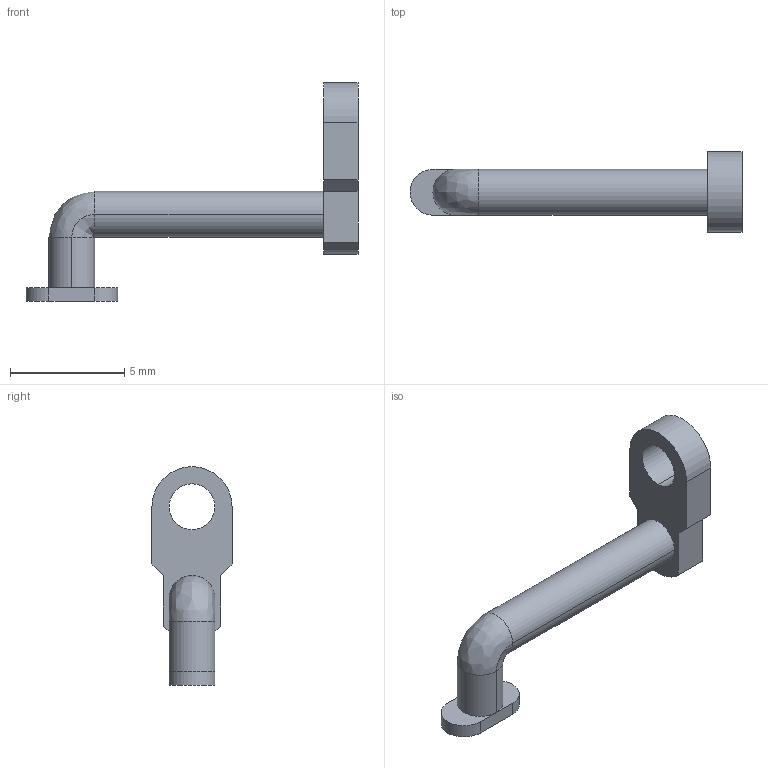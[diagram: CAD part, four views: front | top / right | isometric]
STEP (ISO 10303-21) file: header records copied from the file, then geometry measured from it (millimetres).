
FILE_DESCRIPTION((''),'2;1');
FILE_NAME('05-AXE_PAUPIERE_COURT','2022-05-31T14:16:56',('cao3'),(''),'CREO PARAMETRIC BY PTC INC, 2020454','CREO PARAMETRIC BY PTC INC, 2020454','');
FILE_SCHEMA(('CONFIG_CONTROL_DESIGN'));
Length unit declared in the file: millimetre
Products named in the file (1): 05-AXE_PAUPIERE_COURT
Bounding box: 14.5 x 3.5 x 9.55 mm (x, y, z)
Volume: 75.1 mm3; surface area: 175.6 mm2
Topology: 1 solids, 1 shells, 26 faces, 62 edges, 37 vertices
Faces by surface type: plane 13, cylinder 10, bspline 3
Entity records: 823 total; most frequent: CARTESIAN_POINT 180, DIRECTION 130, ORIENTED_EDGE 120, EDGE_CURVE 60, AXIS2_PLACEMENT_3D 47, VERTEX_POINT 37, VECTOR 36, LINE 36
